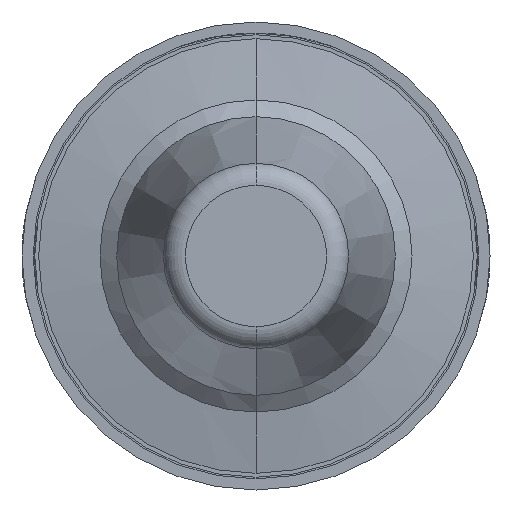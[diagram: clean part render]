
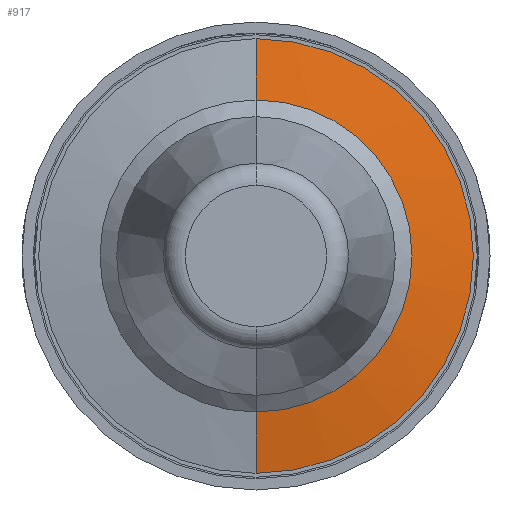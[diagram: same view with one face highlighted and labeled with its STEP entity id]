
A CAD part, front view. The second image highlights one B-rep face of the part: STEP entity #917.
In plain terms, the highlighted conical face has half-angle 80.134 degrees and reference radius 0.8 mm.
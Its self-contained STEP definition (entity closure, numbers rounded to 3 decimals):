
#4 = CARTESIAN_POINT ( 'NONE',  ( 0., -29.9, 0. ) ) ;
#25 = VERTEX_POINT ( 'NONE', #2701 ) ;
#290 = CARTESIAN_POINT ( 'NONE',  ( 0., -29.7, -1.95 ) ) ;
#546 = LINE ( 'NONE', #4639, #2431 ) ;
#727 = AXIS2_PLACEMENT_3D ( 'NONE', #4, #3747, #4134 ) ;
#868 = CARTESIAN_POINT ( 'NONE',  ( 0., -29.9, -0.8 ) ) ;
#917 = ADVANCED_FACE ( 'Defeature ausgef�hrt1_20', ( #1462 ), #1766, .T. ) ;
#943 = LINE ( 'NONE', #868, #2941 ) ;
#1019 = CIRCLE ( 'NONE', #2658, 0.883 ) ;
#1153 = DIRECTION ( 'NONE',  ( 0., 0., 1. ) ) ;
#1462 = FACE_OUTER_BOUND ( 'NONE', #1982, .T. ) ;
#1536 = ORIENTED_EDGE ( 'NONE', *, *, #3254, .F. ) ;
#1615 = CARTESIAN_POINT ( 'NONE',  ( 0., -29.886, 0.883 ) ) ;
#1627 = CARTESIAN_POINT ( 'NONE',  ( 0., -29.886, -0.883 ) ) ;
#1766 = CONICAL_SURFACE ( 'NONE', #727, 0.8, 1.399 ) ;
#1980 = VERTEX_POINT ( 'NONE', #1627 ) ;
#1982 = EDGE_LOOP ( 'NONE', ( #3356, #3908, #2604, #1536 ) ) ;
#2047 = DIRECTION ( 'NONE',  ( 0., 0.171, -0.985 ) ) ;
#2280 = DIRECTION ( 'NONE',  ( 0., 1., 0. ) ) ;
#2391 = EDGE_CURVE ( 'Defeature ausgef�hrt1_20+Defeature ausgef�hrt1_24+Defeature ausgef�hrt1_24+Defeature ausgef�hrt1_24', #3729, #1980, #1019, .T. ) ;
#2431 = VECTOR ( 'NONE', #2728, 1000. ) ;
#2604 = ORIENTED_EDGE ( 'NONE', *, *, #3914, .F. ) ;
#2610 = CARTESIAN_POINT ( 'NONE',  ( 0., -29.886, 0. ) ) ;
#2658 = AXIS2_PLACEMENT_3D ( 'NONE', #2610, #2280, #1153 ) ;
#2701 = CARTESIAN_POINT ( 'NONE',  ( 0., -29.7, 1.95 ) ) ;
#2728 = DIRECTION ( 'NONE',  ( 0., 0.171, 0.985 ) ) ;
#2941 = VECTOR ( 'NONE', #2047, 1000. ) ;
#3254 = EDGE_CURVE ( 'NONE', #3729, #25, #546, .T. ) ;
#3356 = ORIENTED_EDGE ( 'NONE', *, *, #2391, .T. ) ;
#3729 = VERTEX_POINT ( 'NONE', #1615 ) ;
#3747 = DIRECTION ( 'NONE',  ( 0., 1., 0. ) ) ;
#3908 = ORIENTED_EDGE ( 'NONE', *, *, #4251, .T. ) ;
#3914 = EDGE_CURVE ( 'Defeature ausgef�hrt1_21+Defeature ausgef�hrt1_20+Defeature ausgef�hrt1_20+Defeature ausgef�hrt1_20', #25, #4834, #4352, .T. ) ;
#4065 = DIRECTION ( 'NONE',  ( 0., 0., 1. ) ) ;
#4134 = DIRECTION ( 'NONE',  ( 0., 0., 1. ) ) ;
#4251 = EDGE_CURVE ( 'NONE', #1980, #4834, #943, .T. ) ;
#4352 = CIRCLE ( 'NONE', #4508, 1.95 ) ;
#4387 = CARTESIAN_POINT ( 'NONE',  ( 0., -29.7, 0. ) ) ;
#4508 = AXIS2_PLACEMENT_3D ( 'NONE', #4387, #4803, #4065 ) ;
#4639 = CARTESIAN_POINT ( 'NONE',  ( 0., -29.9, 0.8 ) ) ;
#4803 = DIRECTION ( 'NONE',  ( 0., 1., 0. ) ) ;
#4834 = VERTEX_POINT ( 'NONE', #290 ) ;
